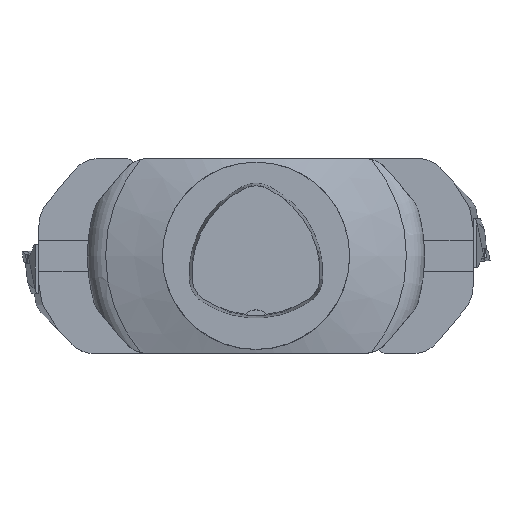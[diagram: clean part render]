
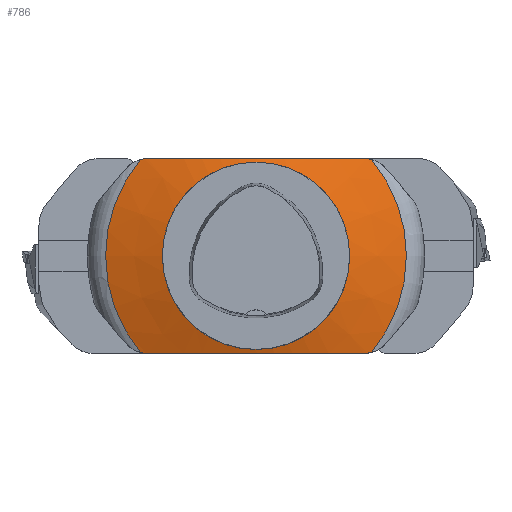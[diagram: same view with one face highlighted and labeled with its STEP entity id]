
A CAD part, top view. The second image highlights one B-rep face of the part: STEP entity #786.
In plain terms, the highlighted conical face has half-angle 72 degrees and reference radius 50 mm.
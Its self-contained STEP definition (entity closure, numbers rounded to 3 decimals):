
#453=CONICAL_SURFACE('',#3543,50.,72.);
#476=B_SPLINE_CURVE_WITH_KNOTS('',3,(#4929,#4930,#4931,#4932),
 .UNSPECIFIED.,.F.,.F.,(4,4),(0.,1.),.UNSPECIFIED.);
#479=B_SPLINE_CURVE_WITH_KNOTS('',3,(#4946,#4947,#4948,#4949),
 .UNSPECIFIED.,.F.,.F.,(4,4),(0.,1.),.UNSPECIFIED.);
#480=B_SPLINE_CURVE_WITH_KNOTS('',3,(#4953,#4954,#4955,#4956,#4957,#4958,
#4959,#4960,#4961,#4962),.UNSPECIFIED.,.F.,.F.,(4,2,2,2,4),(0.,0.25,0.375,
0.5,1.),.UNSPECIFIED.);
#481=B_SPLINE_CURVE_WITH_KNOTS('',3,(#4966,#4967,#4968,#4969),
 .UNSPECIFIED.,.F.,.F.,(4,4),(0.,1.),.UNSPECIFIED.);
#484=B_SPLINE_CURVE_WITH_KNOTS('',3,(#4983,#4984,#4985,#4986),
 .UNSPECIFIED.,.F.,.F.,(4,4),(0.,1.),.UNSPECIFIED.);
#485=B_SPLINE_CURVE_WITH_KNOTS('',3,(#4990,#4991,#4992,#4993,#4994,#4995,
#4996,#4997,#4998,#4999),.UNSPECIFIED.,.F.,.F.,(4,2,2,2,4),(0.,0.5,0.625,
0.75,1.),.UNSPECIFIED.);
#786=ADVANCED_FACE('',(#1024,#1025),#453,.T.);
#919=CIRCLE('',#3436,50.);
#964=CIRCLE('',#3534,80.326);
#965=CIRCLE('',#3539,80.326);
#1024=FACE_BOUND('',#1134,.T.);
#1025=FACE_BOUND('',#1135,.T.);
#1134=EDGE_LOOP('',(#1582));
#1135=EDGE_LOOP('',(#1583,#1584,#1585,#1586,#1587,#1588,#1589,#1590));
#1582=ORIENTED_EDGE('',*,*,#2356,.T.);
#1583=ORIENTED_EDGE('',*,*,#2496,.F.);
#1584=ORIENTED_EDGE('',*,*,#2494,.T.);
#1585=ORIENTED_EDGE('',*,*,#2492,.T.);
#1586=ORIENTED_EDGE('',*,*,#2490,.T.);
#1587=ORIENTED_EDGE('',*,*,#2488,.F.);
#1588=ORIENTED_EDGE('',*,*,#2486,.T.);
#1589=ORIENTED_EDGE('',*,*,#2484,.T.);
#1590=ORIENTED_EDGE('',*,*,#2482,.T.);
#2086=VERTEX_POINT('',#4624);
#2167=VERTEX_POINT('',#4928);
#2168=VERTEX_POINT('',#4933);
#2169=VERTEX_POINT('',#4940);
#2170=VERTEX_POINT('',#4950);
#2171=VERTEX_POINT('',#4963);
#2172=VERTEX_POINT('',#4970);
#2173=VERTEX_POINT('',#4977);
#2174=VERTEX_POINT('',#4987);
#2356=EDGE_CURVE('',#2086,#2086,#919,.T.);
#2482=EDGE_CURVE('',#2168,#2167,#476,.T.);
#2484=EDGE_CURVE('',#2169,#2168,#964,.T.);
#2486=EDGE_CURVE('',#2170,#2169,#479,.T.);
#2488=EDGE_CURVE('',#2170,#2171,#480,.T.);
#2490=EDGE_CURVE('',#2172,#2171,#481,.T.);
#2492=EDGE_CURVE('',#2173,#2172,#965,.T.);
#2494=EDGE_CURVE('',#2174,#2173,#484,.T.);
#2496=EDGE_CURVE('',#2174,#2167,#485,.T.);
#3436=AXIS2_PLACEMENT_3D('',#4623,#3758,#3759);
#3534=AXIS2_PLACEMENT_3D('',#4939,#4025,#4026);
#3539=AXIS2_PLACEMENT_3D('',#4976,#4037,#4038);
#3543=AXIS2_PLACEMENT_3D('',#5001,#4046,#4047);
#3758=DIRECTION('',(0.,0.,-1.));
#3759=DIRECTION('',(-1.,0.,0.));
#4025=DIRECTION('',(0.,0.,1.));
#4026=DIRECTION('',(-1.,0.,0.));
#4037=DIRECTION('',(0.,0.,1.));
#4038=DIRECTION('',(-1.,0.,0.));
#4046=DIRECTION('',(0.,0.,-1.));
#4047=DIRECTION('',(-1.,0.,0.));
#4623=CARTESIAN_POINT('',(0.,0.,-38.));
#4624=CARTESIAN_POINT('',(-50.,0.,-38.));
#4928=CARTESIAN_POINT('',(-57.689,-52.,-46.989));
#4929=CARTESIAN_POINT('',(-61.641,-51.504,-47.854));
#4930=CARTESIAN_POINT('',(-60.338,-51.837,-47.598));
#4931=CARTESIAN_POINT('',(-59.02,-52.,-47.31));
#4932=CARTESIAN_POINT('',(-57.689,-52.,-46.989));
#4933=CARTESIAN_POINT('',(-61.641,-51.504,-47.854));
#4939=CARTESIAN_POINT('',(0.,0.,-47.854));
#4940=CARTESIAN_POINT('',(-61.641,51.504,-47.854));
#4946=CARTESIAN_POINT('',(-57.689,52.,-46.989));
#4947=CARTESIAN_POINT('',(-59.02,52.,-47.31));
#4948=CARTESIAN_POINT('',(-60.338,51.837,-47.598));
#4949=CARTESIAN_POINT('',(-61.641,51.504,-47.854));
#4950=CARTESIAN_POINT('',(-57.689,52.,-46.989));
#4953=CARTESIAN_POINT('',(-57.689,52.,-46.989));
#4954=CARTESIAN_POINT('',(-48.189,52.,-44.697));
#4955=CARTESIAN_POINT('',(-38.628,52.,-42.62));
#4956=CARTESIAN_POINT('',(-24.049,52.,-40.318));
#4957=CARTESIAN_POINT('',(-19.124,52.,-39.691));
#4958=CARTESIAN_POINT('',(-9.327,52.,-38.851));
#4959=CARTESIAN_POINT('',(-4.452,52.,-38.638));
#4960=CARTESIAN_POINT('',(19.799,52.,-38.699));
#4961=CARTESIAN_POINT('',(38.79,52.,-42.428));
#4962=CARTESIAN_POINT('',(57.689,52.,-46.989));
#4963=CARTESIAN_POINT('',(57.689,52.,-46.989));
#4966=CARTESIAN_POINT('',(61.641,51.504,-47.854));
#4967=CARTESIAN_POINT('',(60.338,51.837,-47.598));
#4968=CARTESIAN_POINT('',(59.02,52.,-47.31));
#4969=CARTESIAN_POINT('',(57.689,52.,-46.989));
#4970=CARTESIAN_POINT('',(61.641,51.504,-47.854));
#4976=CARTESIAN_POINT('',(0.,0.,-47.854));
#4977=CARTESIAN_POINT('',(61.641,-51.504,-47.854));
#4983=CARTESIAN_POINT('',(57.689,-52.,-46.989));
#4984=CARTESIAN_POINT('',(59.02,-52.,-47.31));
#4985=CARTESIAN_POINT('',(60.338,-51.837,-47.598));
#4986=CARTESIAN_POINT('',(61.641,-51.504,-47.854));
#4987=CARTESIAN_POINT('',(57.689,-52.,-46.989));
#4990=CARTESIAN_POINT('',(57.689,-52.,-46.989));
#4991=CARTESIAN_POINT('',(38.79,-52.,-42.428));
#4992=CARTESIAN_POINT('',(19.799,-52.,-38.699));
#4993=CARTESIAN_POINT('',(-4.452,-52.,-38.638));
#4994=CARTESIAN_POINT('',(-9.327,-52.,-38.851));
#4995=CARTESIAN_POINT('',(-19.124,-52.,-39.691));
#4996=CARTESIAN_POINT('',(-24.049,-52.,-40.318));
#4997=CARTESIAN_POINT('',(-38.628,-52.,-42.62));
#4998=CARTESIAN_POINT('',(-48.189,-52.,-44.697));
#4999=CARTESIAN_POINT('',(-57.689,-52.,-46.989));
#5001=CARTESIAN_POINT('',(0.,0.,-38.));
